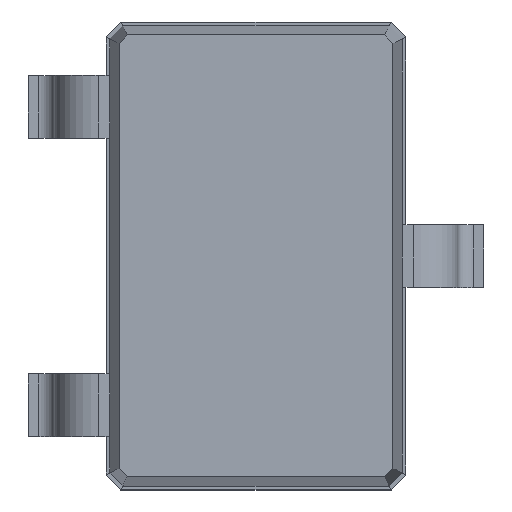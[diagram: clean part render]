
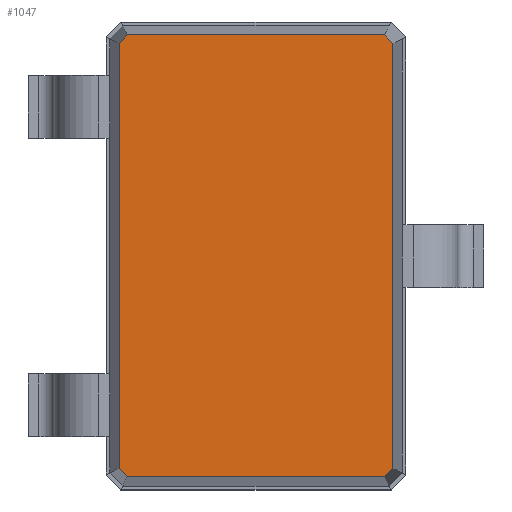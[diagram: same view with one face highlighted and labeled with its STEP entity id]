
A CAD part, top view. The second image highlights one B-rep face of the part: STEP entity #1047.
In plain terms, the highlighted planar face has unit normal (0, 0, 1).
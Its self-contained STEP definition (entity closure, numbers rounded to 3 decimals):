
#13=DIRECTION('',(0.,0.,1.));
#27=VECTOR('',#28,1.);
#28=DIRECTION('',(1.,0.,0.));
#51=VECTOR('',#52,1.);
#52=DIRECTION('',(0.707,-0.707,0.));
#58=VECTOR('',#59,1.);
#59=DIRECTION('',(0.,-1.,0.));
#65=VECTOR('',#66,1.);
#66=DIRECTION('',(-0.707,-0.707,0.));
#72=VECTOR('',#73,1.);
#73=DIRECTION('',(-1.,0.,0.));
#79=VECTOR('',#80,1.);
#80=DIRECTION('',(-0.707,0.707,0.));
#86=VECTOR('',#87,1.);
#87=DIRECTION('',(0.,1.,0.));
#91=VECTOR('',#92,1.);
#92=DIRECTION('',(0.707,0.707,0.));
#487=VERTEX_POINT('',#488);
#488=CARTESIAN_POINT('',(0.819,1.407,1.05));
#491=EDGE_CURVE('',#492,#487,#494,.T.);
#492=VERTEX_POINT('',#493);
#493=CARTESIAN_POINT('',(-0.819,1.407,1.05));
#494=LINE('',#493,#27);
#1039=VERTEX_POINT('',#1040);
#1040=CARTESIAN_POINT('',(0.872,1.354,1.05));
#1043=EDGE_CURVE('',#487,#1039,#1044,.T.);
#1044=LINE('',#488,#51);
#1047=ADVANCED_FACE('',(#1048),#1080,.T.);
#1048=FACE_BOUND('',#1049,.F.);
#1049=EDGE_LOOP('',(#1050,#1051,#1052,#1057,#1062,#1067,#1072,#1077));
#1050=ORIENTED_EDGE('',*,*,#491,.T.);
#1051=ORIENTED_EDGE('',*,*,#1043,.T.);
#1052=ORIENTED_EDGE('',*,*,#1053,.T.);
#1053=EDGE_CURVE('',#1039,#1054,#1056,.T.);
#1054=VERTEX_POINT('',#1055);
#1055=CARTESIAN_POINT('',(0.872,-1.354,1.05));
#1056=LINE('',#1040,#58);
#1057=ORIENTED_EDGE('',*,*,#1058,.T.);
#1058=EDGE_CURVE('',#1054,#1059,#1061,.T.);
#1059=VERTEX_POINT('',#1060);
#1060=CARTESIAN_POINT('',(0.819,-1.407,1.05));
#1061=LINE('',#1055,#65);
#1062=ORIENTED_EDGE('',*,*,#1063,.T.);
#1063=EDGE_CURVE('',#1059,#1064,#1066,.T.);
#1064=VERTEX_POINT('',#1065);
#1065=CARTESIAN_POINT('',(-0.819,-1.407,1.05));
#1066=LINE('',#1060,#72);
#1067=ORIENTED_EDGE('',*,*,#1068,.T.);
#1068=EDGE_CURVE('',#1064,#1069,#1071,.T.);
#1069=VERTEX_POINT('',#1070);
#1070=CARTESIAN_POINT('',(-0.872,-1.354,1.05));
#1071=LINE('',#1065,#79);
#1072=ORIENTED_EDGE('',*,*,#1073,.T.);
#1073=EDGE_CURVE('',#1069,#1074,#1076,.T.);
#1074=VERTEX_POINT('',#1075);
#1075=CARTESIAN_POINT('',(-0.872,1.354,1.05));
#1076=LINE('',#1070,#86);
#1077=ORIENTED_EDGE('',*,*,#1078,.T.);
#1078=EDGE_CURVE('',#1074,#492,#1079,.T.);
#1079=LINE('',#1075,#91);
#1080=PLANE('',#1081);
#1081=AXIS2_PLACEMENT_3D('',#493,#13,#1082);
#1082=DIRECTION('',(0.503,-0.864,0.));
